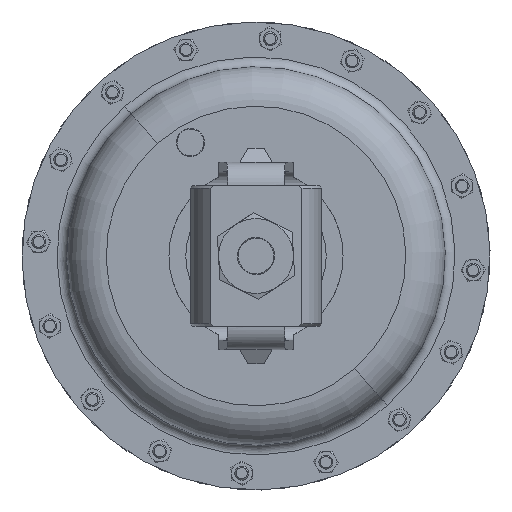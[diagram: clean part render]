
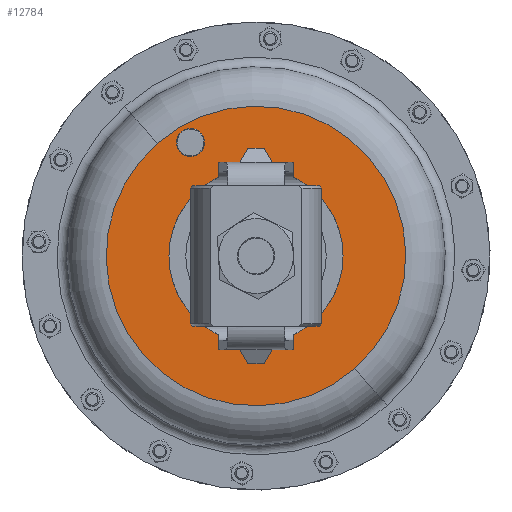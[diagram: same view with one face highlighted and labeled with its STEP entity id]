
A CAD part, front view. The second image highlights one B-rep face of the part: STEP entity #12784.
In plain terms, the highlighted planar face has unit normal (0, -1, 0).
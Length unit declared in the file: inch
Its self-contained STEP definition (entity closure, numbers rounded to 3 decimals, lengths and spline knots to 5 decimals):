
#56 = CIRCLE ( 'NONE', #15617, 4. ) ;
#191 = DIRECTION ( 'NONE',  ( -0.659, 0., 0.752 ) ) ;
#1224 = CARTESIAN_POINT ( 'NONE',  ( 2.63738, 8.012, -3.00736 ) ) ;
#2180 = DIRECTION ( 'NONE',  ( 0.659, 0., -0.752 ) ) ;
#3559 = CARTESIAN_POINT ( 'NONE',  ( 0., 8.012, 0. ) ) ;
#5285 = VERTEX_POINT ( 'NONE', #1224 ) ;
#5344 = AXIS2_PLACEMENT_3D ( 'NONE', #22977, #11560, #191 ) ;
#5472 = DIRECTION ( 'NONE',  ( -0.659, 0., 0.752 ) ) ;
#5608 = VERTEX_POINT ( 'NONE', #6474 ) ;
#6474 = CARTESIAN_POINT ( 'NONE',  ( -2.63738, 8.012, 3.00736 ) ) ;
#11560 = DIRECTION ( 'NONE',  ( 0., 1., 0. ) ) ;
#11639 = PLANE ( 'NONE',  #12938 ) ;
#11852 = EDGE_LOOP ( 'NONE', ( #17065, #20533 ) ) ;
#12091 = EDGE_CURVE ( 'NONE', #5608, #5285, #56, .T. ) ;
#12754 = EDGE_CURVE ( 'NONE', #5285, #5608, #20270, .T. ) ;
#12784 = ADVANCED_FACE ( 'NONE', ( #14566 ), #11639, .T. ) ;
#12938 = AXIS2_PLACEMENT_3D ( 'NONE', #19217, #13534, #2180 ) ;
#13534 = DIRECTION ( 'NONE',  ( 0., -1., 0. ) ) ;
#14566 = FACE_OUTER_BOUND ( 'NONE', #11852, .T. ) ;
#15617 = AXIS2_PLACEMENT_3D ( 'NONE', #3559, #16814, #5472 ) ;
#16814 = DIRECTION ( 'NONE',  ( 0., 1., 0. ) ) ;
#17065 = ORIENTED_EDGE ( 'NONE', *, *, #12091, .F. ) ;
#19217 = CARTESIAN_POINT ( 'NONE',  ( 3.00736, 8.012, 2.63738 ) ) ;
#20270 = CIRCLE ( 'NONE', #5344, 4. ) ;
#20533 = ORIENTED_EDGE ( 'NONE', *, *, #12754, .F. ) ;
#22977 = CARTESIAN_POINT ( 'NONE',  ( 0., 8.012, 0. ) ) ;
